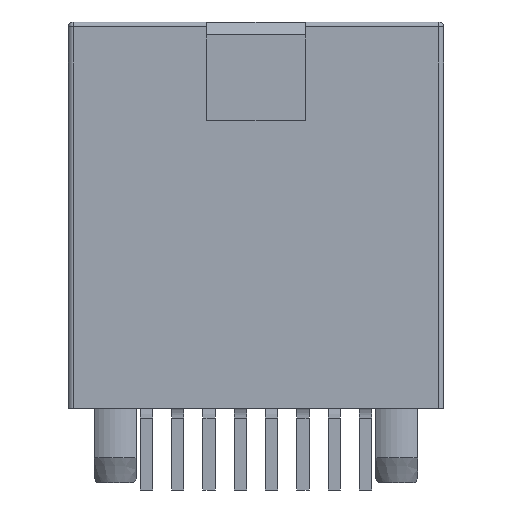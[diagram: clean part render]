
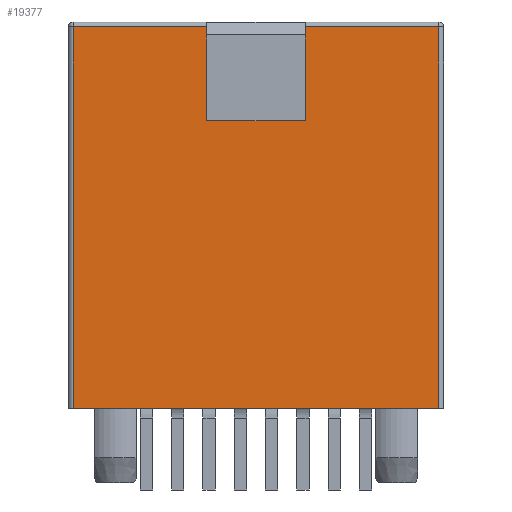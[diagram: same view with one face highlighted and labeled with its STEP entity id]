
A CAD part, front view. The second image highlights one B-rep face of the part: STEP entity #19377.
In plain terms, the highlighted planar face has unit normal (0, -1, 0).
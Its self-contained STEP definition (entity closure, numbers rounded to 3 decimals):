
#78=DIRECTION('',(1.,0.,0.));
#79=VECTOR('',#78,14.84);
#80=CARTESIAN_POINT('',(-7.42,-7.54,0.));
#81=LINE('',#80,#79);
#2831=DIRECTION('',(1.,0.,0.));
#2832=VECTOR('',#2831,4.);
#2833=CARTESIAN_POINT('',(-2.,-7.54,11.7));
#2834=LINE('',#2833,#2832);
#2835=DIRECTION('',(0.,0.,-1.));
#2836=VECTOR('',#2835,3.8);
#2837=CARTESIAN_POINT('',(2.,-7.54,15.5));
#2838=LINE('',#2837,#2836);
#2839=DIRECTION('',(1.,0.,0.));
#2840=VECTOR('',#2839,5.42);
#2841=CARTESIAN_POINT('',(2.,-7.54,15.5));
#2842=LINE('',#2841,#2840);
#2843=DIRECTION('',(0.,0.,-1.));
#2844=VECTOR('',#2843,15.5);
#2845=CARTESIAN_POINT('',(7.42,-7.54,15.5));
#2846=LINE('',#2845,#2844);
#2847=DIRECTION('',(0.,0.,-1.));
#2848=VECTOR('',#2847,15.5);
#2849=CARTESIAN_POINT('',(-7.42,-7.54,15.5));
#2850=LINE('',#2849,#2848);
#2851=DIRECTION('',(1.,0.,0.));
#2852=VECTOR('',#2851,5.42);
#2853=CARTESIAN_POINT('',(-7.42,-7.54,15.5));
#2854=LINE('',#2853,#2852);
#2855=DIRECTION('',(0.,0.,-1.));
#2856=VECTOR('',#2855,3.8);
#2857=CARTESIAN_POINT('',(-2.,-7.54,15.5));
#2858=LINE('',#2857,#2856);
#11185=CARTESIAN_POINT('',(7.42,-7.54,0.));
#11187=VERTEX_POINT('',#11185);
#11188=CARTESIAN_POINT('',(7.42,-7.54,15.5));
#11189=VERTEX_POINT('',#11188);
#11190=CARTESIAN_POINT('',(-7.42,-7.54,0.));
#11192=VERTEX_POINT('',#11190);
#11194=CARTESIAN_POINT('',(-7.42,-7.54,15.5));
#11195=VERTEX_POINT('',#11194);
#12068=CARTESIAN_POINT('',(-2.,-7.54,11.7));
#12069=CARTESIAN_POINT('',(2.,-7.54,11.7));
#12070=VERTEX_POINT('',#12068);
#12071=VERTEX_POINT('',#12069);
#12072=CARTESIAN_POINT('',(-2.,-7.54,15.5));
#12073=VERTEX_POINT('',#12072);
#12074=CARTESIAN_POINT('',(2.,-7.54,15.5));
#12075=VERTEX_POINT('',#12074);
#19360=CARTESIAN_POINT('',(-7.62,-7.54,0.));
#19361=DIRECTION('',(0.,-1.,0.));
#19362=DIRECTION('',(1.,0.,0.));
#19363=AXIS2_PLACEMENT_3D('',#19360,#19361,#19362);
#19364=PLANE('',#19363);
#19365=ORIENTED_EDGE('',*,*,#18972,.T.);
#19366=ORIENTED_EDGE('',*,*,#18998,.F.);
#19367=ORIENTED_EDGE('',*,*,#19348,.T.);
#19369=ORIENTED_EDGE('',*,*,#19368,.T.);
#19370=ORIENTED_EDGE('',*,*,#14628,.F.);
#19372=ORIENTED_EDGE('',*,*,#19371,.F.);
#19373=ORIENTED_EDGE('',*,*,#19324,.T.);
#19374=ORIENTED_EDGE('',*,*,#18945,.T.);
#19375=EDGE_LOOP('',(#19365,#19366,#19367,#19369,#19370,#19372,#19373,#19374));
#19376=FACE_OUTER_BOUND('',#19375,.F.);
#14628=EDGE_CURVE('',#11192,#11187,#81,.T.);
#18945=EDGE_CURVE('',#12073,#12070,#2858,.T.);
#18972=EDGE_CURVE('',#12070,#12071,#2834,.T.);
#18998=EDGE_CURVE('',#12075,#12071,#2838,.T.);
#19324=EDGE_CURVE('',#11195,#12073,#2854,.T.);
#19348=EDGE_CURVE('',#12075,#11189,#2842,.T.);
#19368=EDGE_CURVE('',#11189,#11187,#2846,.T.);
#19371=EDGE_CURVE('',#11195,#11192,#2850,.T.);
#19377=ADVANCED_FACE('',(#19376),#19364,.T.);
